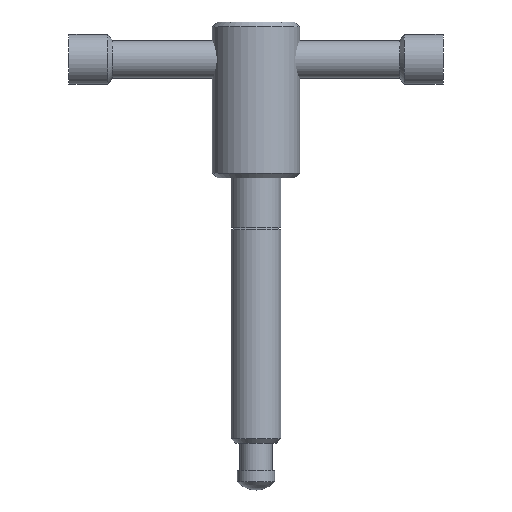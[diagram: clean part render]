
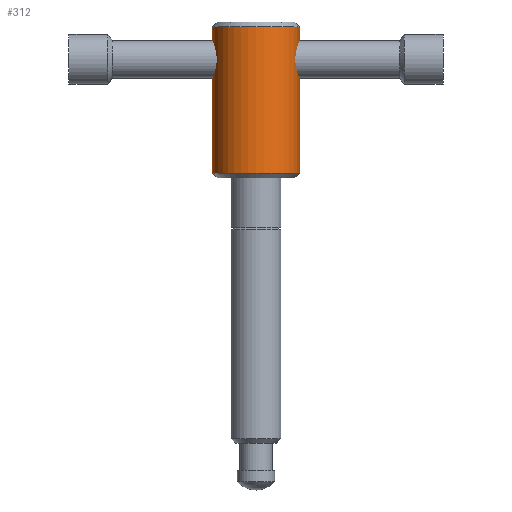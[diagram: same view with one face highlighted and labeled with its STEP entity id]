
A CAD part, front view. The second image highlights one B-rep face of the part: STEP entity #312.
In plain terms, the highlighted cylindrical face has radius 7 mm (diameter 14 mm), a partial arc.
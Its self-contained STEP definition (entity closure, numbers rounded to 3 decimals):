
#242=EDGE_CURVE('',#342,#490,#599,.T.);
#312=ADVANCED_FACE('',(#679),#680,.T.);
#342=VERTEX_POINT('',#715);
#394=EDGE_CURVE('',#482,#342,#775,.T.);
#410=VERTEX_POINT('',#792);
#424=EDGE_CURVE('',#482,#410,#808,.T.);
#430=EDGE_CURVE('',#490,#410,#814,.T.);
#482=VERTEX_POINT('',#871);
#490=VERTEX_POINT('',#879);
#599=CIRCLE('',#1003,7.0);
#679=FACE_OUTER_BOUND('',#1103,.T.);
#680=CYLINDRICAL_SURFACE('',#1104,7.0);
#715=CARTESIAN_POINT('',(-7.0,0.,50.75));
#775=LINE('',#1224,#1225);
#792=CARTESIAN_POINT('',(7.0,0.0,74.25));
#808=CIRCLE('',#1269,7.0);
#814=LINE('',#1279,#1280);
#871=CARTESIAN_POINT('',(-7.0,0.,74.25));
#879=CARTESIAN_POINT('',(7.0,0.0,50.75));
#1003=AXIS2_PLACEMENT_3D('',#1483,#1484,#1485);
#1103=EDGE_LOOP('',(#1591,#1592,#1593,#1594));
#1104=AXIS2_PLACEMENT_3D('',#1595,#1596,#1597);
#1224=CARTESIAN_POINT('',(-7.0,0.,62.5));
#1225=VECTOR('',#1725,1.0);
#1269=AXIS2_PLACEMENT_3D('',#1770,#1771,#1772);
#1279=CARTESIAN_POINT('',(7.0,0.,62.5));
#1280=VECTOR('',#1777,1.0);
#1483=CARTESIAN_POINT('',(0.0,0.0,50.75));
#1484=DIRECTION('',(0.0,0.0,1.0));
#1485=DIRECTION('',(1.0,0.0,0.0));
#1591=ORIENTED_EDGE('',*,*,#430,.T.);
#1592=ORIENTED_EDGE('',*,*,#424,.F.);
#1593=ORIENTED_EDGE('',*,*,#394,.T.);
#1594=ORIENTED_EDGE('',*,*,#242,.T.);
#1595=CARTESIAN_POINT('',(0.0,0.0,62.5));
#1596=DIRECTION('',(-0.0,-0.0,-1.0));
#1597=DIRECTION('',(1.0,0.0,0.0));
#1725=DIRECTION('',(-0.0,-0.0,-1.0));
#1770=CARTESIAN_POINT('',(0.0,0.0,74.25));
#1771=DIRECTION('',(0.0,0.0,1.0));
#1772=DIRECTION('',(1.0,0.0,0.0));
#1777=DIRECTION('',(0.0,0.0,1.0));
